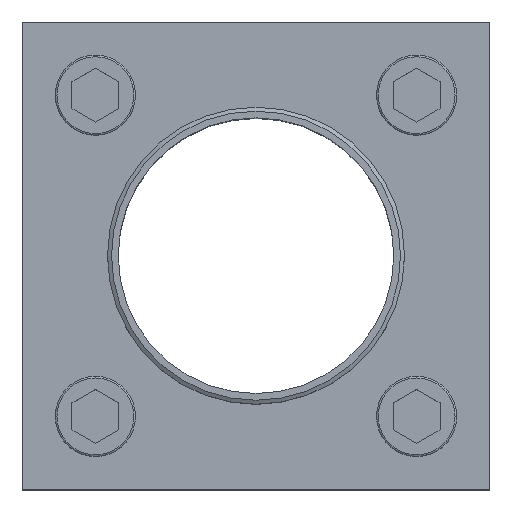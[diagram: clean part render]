
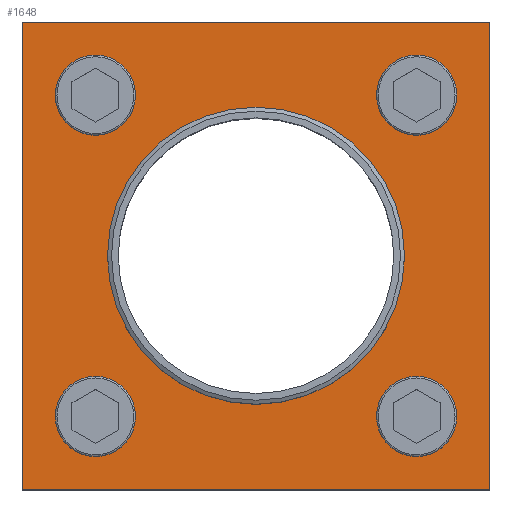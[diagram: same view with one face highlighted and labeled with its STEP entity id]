
A CAD part, top view. The second image highlights one B-rep face of the part: STEP entity #1648.
In plain terms, the highlighted planar face has unit normal (0, 0, 1).
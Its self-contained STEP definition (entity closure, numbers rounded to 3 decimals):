
#31=LINE('',#2414,#199);
#32=LINE('',#2417,#200);
#33=LINE('',#2419,#201);
#34=LINE('',#2421,#202);
#199=VECTOR('',#1939,1000.);
#200=VECTOR('',#1940,1000.);
#201=VECTOR('',#1941,1000.);
#202=VECTOR('',#1942,1000.);
#367=PLANE('',#1772);
#449=ORIENTED_EDGE('',*,*,#877,.T.);
#450=ORIENTED_EDGE('',*,*,#878,.T.);
#451=ORIENTED_EDGE('',*,*,#879,.F.);
#452=ORIENTED_EDGE('',*,*,#880,.T.);
#453=ORIENTED_EDGE('',*,*,#881,.T.);
#454=ORIENTED_EDGE('',*,*,#882,.T.);
#455=ORIENTED_EDGE('',*,*,#883,.T.);
#456=ORIENTED_EDGE('',*,*,#884,.T.);
#457=ORIENTED_EDGE('',*,*,#885,.T.);
#877=EDGE_CURVE('',#1091,#1091,#1249,.T.);
#878=EDGE_CURVE('',#1092,#1092,#1250,.T.);
#879=EDGE_CURVE('',#1093,#1093,#1251,.T.);
#880=EDGE_CURVE('',#1094,#1095,#31,.T.);
#881=EDGE_CURVE('',#1095,#1096,#32,.T.);
#882=EDGE_CURVE('',#1096,#1097,#33,.T.);
#883=EDGE_CURVE('',#1097,#1094,#34,.T.);
#884=EDGE_CURVE('',#1098,#1098,#1252,.T.);
#885=EDGE_CURVE('',#1099,#1099,#1253,.T.);
#1091=VERTEX_POINT('',#2409);
#1092=VERTEX_POINT('',#2411);
#1093=VERTEX_POINT('',#2413);
#1094=VERTEX_POINT('',#2415);
#1095=VERTEX_POINT('',#2416);
#1096=VERTEX_POINT('',#2418);
#1097=VERTEX_POINT('',#2420);
#1098=VERTEX_POINT('',#2423);
#1099=VERTEX_POINT('',#2425);
#1249=CIRCLE('',#1773,12.);
#1250=CIRCLE('',#1774,12.);
#1251=CIRCLE('',#1775,44.45);
#1252=CIRCLE('',#1776,12.);
#1253=CIRCLE('',#1777,12.);
#1295=EDGE_LOOP('',(#449));
#1296=EDGE_LOOP('',(#450));
#1297=EDGE_LOOP('',(#451));
#1298=EDGE_LOOP('',(#452,#453,#454,#455));
#1299=EDGE_LOOP('',(#456));
#1300=EDGE_LOOP('',(#457));
#1463=FACE_BOUND('',#1295,.T.);
#1464=FACE_BOUND('',#1296,.T.);
#1465=FACE_BOUND('',#1297,.T.);
#1466=FACE_BOUND('',#1298,.T.);
#1467=FACE_BOUND('',#1299,.T.);
#1468=FACE_BOUND('',#1300,.T.);
#1648=ADVANCED_FACE('',(#1463,#1464,#1465,#1466,#1467,#1468),#367,.T.);
#1772=AXIS2_PLACEMENT_3D('',#2407,#1931,#1932);
#1773=AXIS2_PLACEMENT_3D('',#2408,#1933,#1934);
#1774=AXIS2_PLACEMENT_3D('',#2410,#1935,#1936);
#1775=AXIS2_PLACEMENT_3D('',#2412,#1937,#1938);
#1776=AXIS2_PLACEMENT_3D('',#2422,#1943,#1944);
#1777=AXIS2_PLACEMENT_3D('',#2424,#1945,#1946);
#1931=DIRECTION('',(0.,0.,1.));
#1932=DIRECTION('',(1.,0.,0.));
#1933=DIRECTION('',(0.,0.,-1.));
#1934=DIRECTION('',(-1.,0.,0.));
#1935=DIRECTION('',(0.,0.,-1.));
#1936=DIRECTION('',(-1.,0.,0.));
#1937=DIRECTION('',(0.,0.,1.));
#1938=DIRECTION('',(1.,0.,0.));
#1939=DIRECTION('',(0.,-1.,0.));
#1940=DIRECTION('',(1.,0.,0.));
#1941=DIRECTION('',(0.,1.,0.));
#1942=DIRECTION('',(-1.,0.,0.));
#1943=DIRECTION('',(0.,0.,-1.));
#1944=DIRECTION('',(-1.,0.,0.));
#1945=DIRECTION('',(0.,0.,-1.));
#1946=DIRECTION('',(-1.,0.,0.));
#2407=CARTESIAN_POINT('',(0.,0.,23.));
#2408=CARTESIAN_POINT('',(-48.083,-48.083,23.));
#2409=CARTESIAN_POINT('',(-60.083,-48.083,23.));
#2410=CARTESIAN_POINT('',(48.083,48.083,23.));
#2411=CARTESIAN_POINT('',(36.083,48.083,23.));
#2412=CARTESIAN_POINT('',(0.,0.,23.));
#2413=CARTESIAN_POINT('',(44.45,0.,23.));
#2414=CARTESIAN_POINT('',(-70.,70.,23.));
#2415=CARTESIAN_POINT('',(-70.,70.,23.));
#2416=CARTESIAN_POINT('',(-70.,-70.,23.));
#2417=CARTESIAN_POINT('',(-70.,-70.,23.));
#2418=CARTESIAN_POINT('',(70.,-70.,23.));
#2419=CARTESIAN_POINT('',(70.,-70.,23.));
#2420=CARTESIAN_POINT('',(70.,70.,23.));
#2421=CARTESIAN_POINT('',(70.,70.,23.));
#2422=CARTESIAN_POINT('',(-48.083,48.083,23.));
#2423=CARTESIAN_POINT('',(-60.083,48.083,23.));
#2424=CARTESIAN_POINT('',(48.083,-48.083,23.));
#2425=CARTESIAN_POINT('',(36.083,-48.083,23.));
